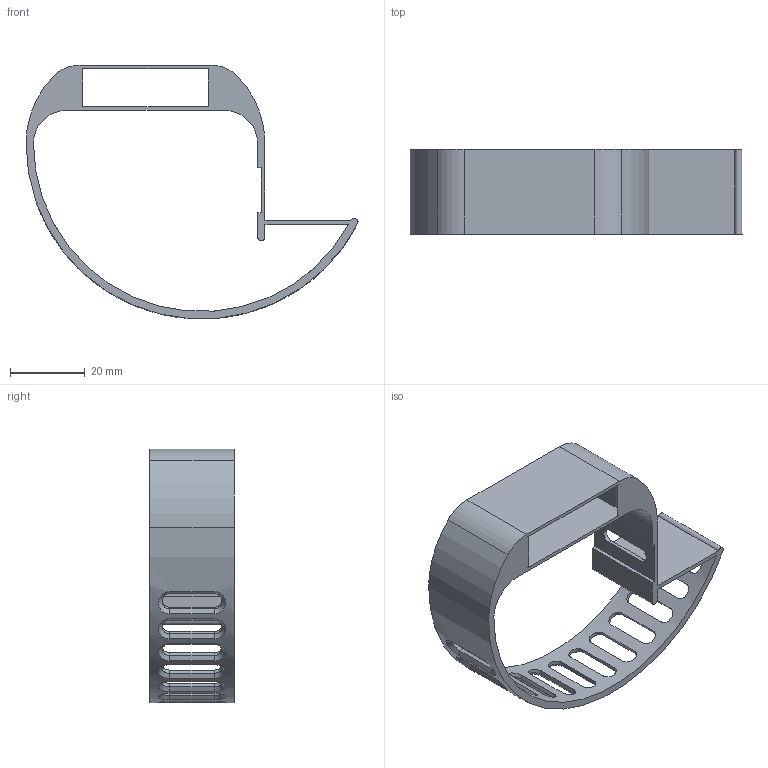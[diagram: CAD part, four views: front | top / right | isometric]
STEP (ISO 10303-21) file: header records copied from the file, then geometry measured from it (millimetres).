
FILE_DESCRIPTION(('FreeCAD Model'),'2;1');
FILE_NAME('Open CASCADE Shape Model','2025-07-12T13:39:44',(''),(''), 'Open CASCADE STEP processor 7.7','FreeCAD','Unknown');
FILE_SCHEMA(('AUTOMOTIVE_DESIGN { 1 0 10303 214 1 1 1 1 }'));
Length unit declared in the file: millimetre
Products named in the file (1): Strap001
Bounding box: 88.91 x 22.7 x 68.01 mm (x, y, z)
Volume: 12246.5 mm3; surface area: 13943.2 mm2
Topology: 1 solids, 1 shells, 139 faces, 359 edges, 222 vertices
Faces by surface type: bspline 104, plane 19, cylinder 16
Entity records: 9955 total; most frequent: CARTESIAN_POINT 7313, ORIENTED_EDGE 718, EDGE_CURVE 359, B_SPLINE_CURVE_WITH_KNOTS 260, VERTEX_POINT 222, DIRECTION 203, FACE_BOUND 171, EDGE_LOOP 171
